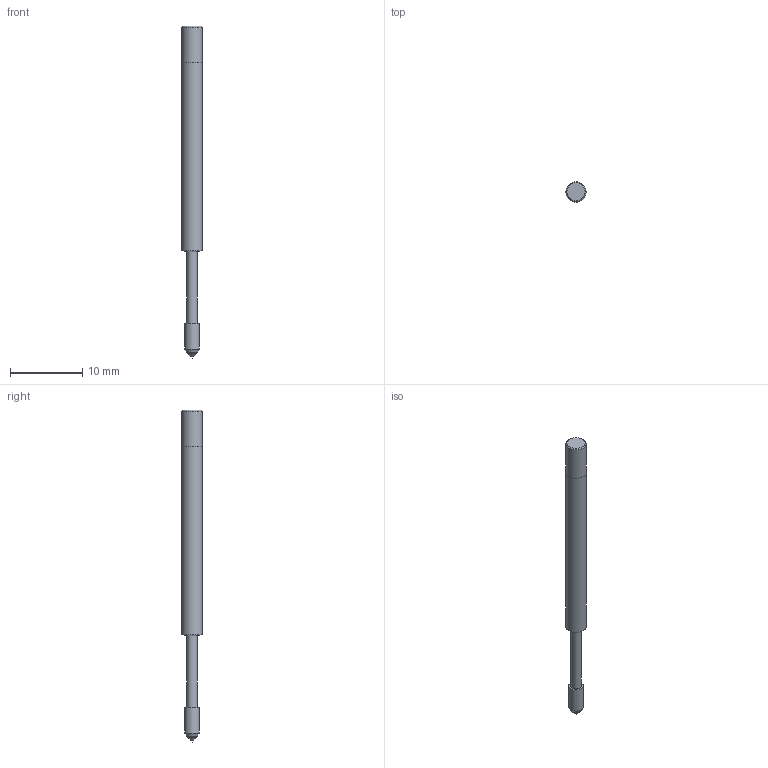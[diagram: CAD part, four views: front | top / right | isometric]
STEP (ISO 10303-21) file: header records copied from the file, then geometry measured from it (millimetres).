
FILE_DESCRIPTION(/* description */ ('CAx-IF Rec.Pracs.---Representation and Presentation of Product Manufacturing Information (PMI)---4.0---2014-10-13','CAx-IF Rec.Pracs.---3D Tessellated Geometry---0.4---2014-09-14','2;1'),/* implementation_level */ '2;1');
FILE_NAME(/* name */ 'EX03PM2_200843251_mod_0_0_tm01_00 _2__stp',/* time_stamp */ '2021-02-12T17:28:23+06:00',/* author */ (''),/* organization */ (''),/* preprocessor_version */ 'ST-DEVELOPER v16.7',/* originating_system */ $,/* authorisation */ $);
FILE_SCHEMA (('AP242_MANAGED_MODEL_BASED_3D_ENGINEERING_MIM_LF { 1 0 10303 442 20130219 1 4 }'));
Length unit declared in the file: millimetre
Products named in the file (3): EX03PM2_200843251_mod_0_0_tm01_00 _2__stp; product-name; product-name7010
Assembly tree (2 placements, depth 2):
  EX03PM2_200843251_mod_0_0_tm01_00 _2__stp
    product-name
    product-name7010
Bounding box: 2.8 x 2.8 x 45.8 mm (x, y, z)
Volume: 221.3 mm3; surface area: 395.8 mm2
Topology: 2 solids, 2 shells, 15 faces, 28 edges, 15 vertices
Faces by surface type: cone 6, cylinder 6, plane 3
Full cylindrical faces by diameter (mm): 1.307 x2, 1.49 x1, 2 x1, 2.8 x2
Entity records: 774 total; most frequent: CARTESIAN_POINT 132, DIRECTION 125, AXIS2_PLACEMENT_3D 80, ORIENTED_EDGE 54, EDGE_CURVE 27, DRAUGHTING_MODEL 25, REPRESENTATION_MAP 25, MAPPED_ITEM 25
